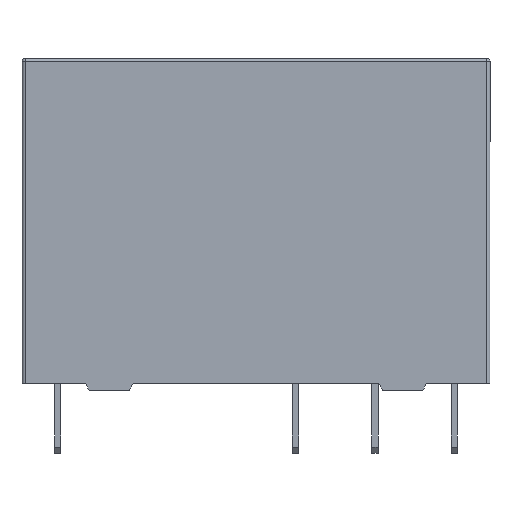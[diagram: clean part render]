
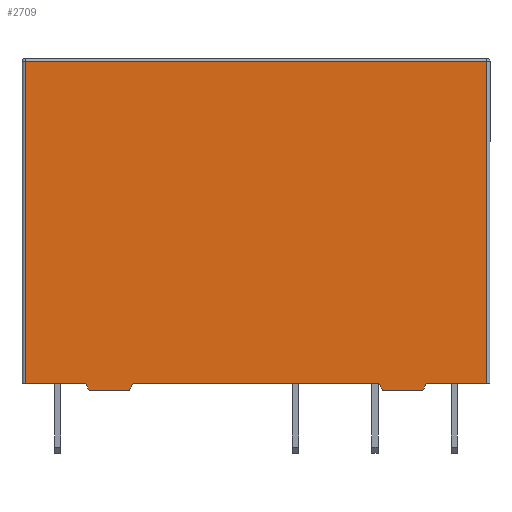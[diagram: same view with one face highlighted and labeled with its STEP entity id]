
A CAD part, front view. The second image highlights one B-rep face of the part: STEP entity #2709.
In plain terms, the highlighted planar face has unit normal (0, -1, 0).
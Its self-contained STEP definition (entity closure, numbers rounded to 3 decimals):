
#42 = DIRECTION ( 'NONE',  ( 0., 0., 1. ) ) ;
#55 = EDGE_LOOP ( 'NONE', ( #3391, #2750, #2465, #2236, #1422, #3686, #794, #3512, #3509, #2620, #3080, #1647 ) ) ;
#74 = DIRECTION ( 'NONE',  ( 0., 1., 0. ) ) ;
#120 = CARTESIAN_POINT ( 'NONE',  ( 14.75, -6.25, 0.4 ) ) ;
#203 = CARTESIAN_POINT ( 'NONE',  ( 14.55, -6.25, 20.9 ) ) ;
#288 = EDGE_CURVE ( 'NONE', #3370, #565, #3537, .T. ) ;
#302 = VECTOR ( 'NONE', #848, 1000. ) ;
#352 = EDGE_CURVE ( 'NONE', #565, #508, #2921, .T. ) ;
#357 = DIRECTION ( 'NONE',  ( -1., 0., 0. ) ) ;
#361 = CARTESIAN_POINT ( 'NONE',  ( 0., -6.25, 0. ) ) ;
#383 = CARTESIAN_POINT ( 'NONE',  ( 7.75, -6.25, 0.4 ) ) ;
#507 = CARTESIAN_POINT ( 'NONE',  ( -7.75, -6.25, 0.4 ) ) ;
#508 = VERTEX_POINT ( 'NONE', #3375 ) ;
#523 = EDGE_CURVE ( 'NONE', #1776, #535, #3671, .T. ) ;
#535 = VERTEX_POINT ( 'NONE', #1964 ) ;
#565 = VERTEX_POINT ( 'NONE', #669 ) ;
#588 = FACE_OUTER_BOUND ( 'NONE', #55, .T. ) ;
#589 = DIRECTION ( 'NONE',  ( 0.5, 0., 0.866 ) ) ;
#618 = EDGE_CURVE ( 'NONE', #3117, #3565, #2387, .T. ) ;
#648 = LINE ( 'NONE', #3476, #2421 ) ;
#663 = VECTOR ( 'NONE', #1793, 1000. ) ;
#669 = CARTESIAN_POINT ( 'NONE',  ( 7.981, -6.25, 0. ) ) ;
#699 = CARTESIAN_POINT ( 'NONE',  ( -14.55, -6.25, 0.4 ) ) ;
#712 = EDGE_CURVE ( 'NONE', #1844, #2436, #2551, .T. ) ;
#737 = EDGE_CURVE ( 'NONE', #3117, #1844, #2824, .T. ) ;
#784 = EDGE_CURVE ( 'NONE', #2081, #1972, #3140, .T. ) ;
#794 = ORIENTED_EDGE ( 'NONE', *, *, #3442, .F. ) ;
#817 = CARTESIAN_POINT ( 'NONE',  ( 7.75, -6.25, 0.4 ) ) ;
#848 = DIRECTION ( 'NONE',  ( 0., 0., 1. ) ) ;
#850 = VECTOR ( 'NONE', #357, 1000. ) ;
#891 = EDGE_CURVE ( 'NONE', #2436, #535, #1012, .T. ) ;
#944 = CARTESIAN_POINT ( 'NONE',  ( -10.75, -6.25, 0.4 ) ) ;
#1012 = LINE ( 'NONE', #699, #2775 ) ;
#1038 = EDGE_CURVE ( 'NONE', #1776, #3454, #2055, .T. ) ;
#1118 = LINE ( 'NONE', #817, #3258 ) ;
#1126 = DIRECTION ( 'NONE',  ( -1., 0., 0. ) ) ;
#1329 = DIRECTION ( 'NONE',  ( -1., 0., 0. ) ) ;
#1422 = ORIENTED_EDGE ( 'NONE', *, *, #2321, .T. ) ;
#1431 = VECTOR ( 'NONE', #1126, 1000. ) ;
#1443 = DIRECTION ( 'NONE',  ( 1., 0., 0. ) ) ;
#1459 = VECTOR ( 'NONE', #2852, 1000. ) ;
#1647 = ORIENTED_EDGE ( 'NONE', *, *, #737, .T. ) ;
#1776 = VERTEX_POINT ( 'NONE', #944 ) ;
#1793 = DIRECTION ( 'NONE',  ( 1., 0., 0. ) ) ;
#1844 = VERTEX_POINT ( 'NONE', #2510 ) ;
#1952 = CARTESIAN_POINT ( 'NONE',  ( 0., -6.25, 20.7 ) ) ;
#1964 = CARTESIAN_POINT ( 'NONE',  ( -14.55, -6.25, 0.4 ) ) ;
#1972 = VERTEX_POINT ( 'NONE', #507 ) ;
#2006 = CARTESIAN_POINT ( 'NONE',  ( -10.75, -6.25, 0.4 ) ) ;
#2055 = LINE ( 'NONE', #2006, #1459 ) ;
#2081 = VERTEX_POINT ( 'NONE', #2409 ) ;
#2229 = CARTESIAN_POINT ( 'NONE',  ( -14.75, -6.25, 0.4 ) ) ;
#2236 = ORIENTED_EDGE ( 'NONE', *, *, #1038, .T. ) ;
#2245 = DIRECTION ( 'NONE',  ( -1., 0., 0. ) ) ;
#2273 = VECTOR ( 'NONE', #1329, 1000. ) ;
#2321 = EDGE_CURVE ( 'NONE', #3454, #2081, #648, .T. ) ;
#2329 = VECTOR ( 'NONE', #2844, 1000. ) ;
#2331 = CARTESIAN_POINT ( 'NONE',  ( -7.75, -6.25, 0.4 ) ) ;
#2387 = LINE ( 'NONE', #120, #850 ) ;
#2409 = CARTESIAN_POINT ( 'NONE',  ( -7.981, -6.25, 0. ) ) ;
#2421 = VECTOR ( 'NONE', #1443, 1000. ) ;
#2428 = VECTOR ( 'NONE', #589, 1000. ) ;
#2436 = VERTEX_POINT ( 'NONE', #3229 ) ;
#2465 = ORIENTED_EDGE ( 'NONE', *, *, #523, .F. ) ;
#2510 = CARTESIAN_POINT ( 'NONE',  ( 14.55, -6.25, 20.7 ) ) ;
#2551 = LINE ( 'NONE', #1952, #2273 ) ;
#2602 = AXIS2_PLACEMENT_3D ( 'NONE', #2635, #74, #42 ) ;
#2620 = ORIENTED_EDGE ( 'NONE', *, *, #3514, .T. ) ;
#2635 = CARTESIAN_POINT ( 'NONE',  ( 0., -6.25, 20.9 ) ) ;
#2654 = CARTESIAN_POINT ( 'NONE',  ( 10.75, -6.25, 0.4 ) ) ;
#2709 = ADVANCED_FACE ( 'NONE', ( #588 ), #3124, .F. ) ;
#2745 = VECTOR ( 'NONE', #3557, 1000. ) ;
#2750 = ORIENTED_EDGE ( 'NONE', *, *, #891, .T. ) ;
#2775 = VECTOR ( 'NONE', #2943, 1000. ) ;
#2824 = LINE ( 'NONE', #203, #302 ) ;
#2844 = DIRECTION ( 'NONE',  ( 0.5, 0., 0.866 ) ) ;
#2852 = DIRECTION ( 'NONE',  ( 0.5, 0., -0.866 ) ) ;
#2921 = LINE ( 'NONE', #361, #663 ) ;
#2923 = CARTESIAN_POINT ( 'NONE',  ( 14.55, -6.25, 0.4 ) ) ;
#2943 = DIRECTION ( 'NONE',  ( 0., 0., -1. ) ) ;
#3080 = ORIENTED_EDGE ( 'NONE', *, *, #618, .F. ) ;
#3117 = VERTEX_POINT ( 'NONE', #2923 ) ;
#3124 = PLANE ( 'NONE',  #2602 ) ;
#3140 = LINE ( 'NONE', #2331, #2329 ) ;
#3229 = CARTESIAN_POINT ( 'NONE',  ( -14.55, -6.25, 20.7 ) ) ;
#3258 = VECTOR ( 'NONE', #2245, 1000. ) ;
#3367 = CARTESIAN_POINT ( 'NONE',  ( -10.519, -6.25, 0. ) ) ;
#3370 = VERTEX_POINT ( 'NONE', #3586 ) ;
#3375 = CARTESIAN_POINT ( 'NONE',  ( 10.519, -6.25, 0. ) ) ;
#3391 = ORIENTED_EDGE ( 'NONE', *, *, #712, .T. ) ;
#3421 = LINE ( 'NONE', #2654, #2428 ) ;
#3442 = EDGE_CURVE ( 'NONE', #3370, #1972, #1118, .T. ) ;
#3454 = VERTEX_POINT ( 'NONE', #3367 ) ;
#3476 = CARTESIAN_POINT ( 'NONE',  ( 0., -6.25, 0. ) ) ;
#3506 = CARTESIAN_POINT ( 'NONE',  ( 10.75, -6.25, 0.4 ) ) ;
#3509 = ORIENTED_EDGE ( 'NONE', *, *, #352, .T. ) ;
#3512 = ORIENTED_EDGE ( 'NONE', *, *, #288, .T. ) ;
#3514 = EDGE_CURVE ( 'NONE', #508, #3565, #3421, .T. ) ;
#3537 = LINE ( 'NONE', #383, #2745 ) ;
#3557 = DIRECTION ( 'NONE',  ( 0.5, 0., -0.866 ) ) ;
#3565 = VERTEX_POINT ( 'NONE', #3506 ) ;
#3586 = CARTESIAN_POINT ( 'NONE',  ( 7.75, -6.25, 0.4 ) ) ;
#3671 = LINE ( 'NONE', #2229, #1431 ) ;
#3686 = ORIENTED_EDGE ( 'NONE', *, *, #784, .T. ) ;
